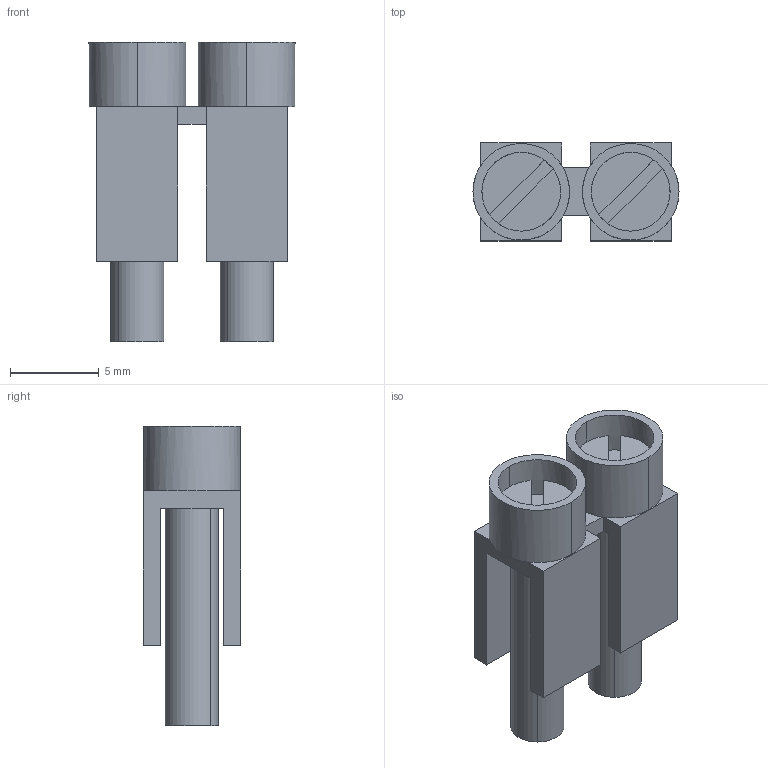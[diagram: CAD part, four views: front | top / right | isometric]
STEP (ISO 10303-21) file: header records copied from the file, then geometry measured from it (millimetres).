
FILE_DESCRIPTION(('Creo Elements/Direct Modeling STEP Export'),'2;1');
FILE_NAME('model.stp','2020-04-02T 0:19:31',(''),(''),'Creo Elements/Direct Modeling STEP processor for AP214 (Solid Model)','Creo Elements/Direct Modeling 20.1A 29-Sep-2018 (C) Parametric Technology GmbH','');
FILE_SCHEMA(('AUTOMOTIVE_DESIGN { 1 0 10303 214 1 1 1 1 }'));
Length unit declared in the file: millimetre
Products named in the file (2): FBI_2_6_select
Assembly tree (1 placements, depth 2):
  FBI_2_6_select
    FBI_2_6_select
Bounding box: 11.57 x 5.5 x 16.8 mm (x, y, z)
Volume: 484.2 mm3; surface area: 904.1 mm2
Topology: 1 solids, 1 shells, 58 faces, 144 edges, 92 vertices
Faces by surface type: plane 46, cylinder 12
Entity records: 2026 total; most frequent: ORIENTED_EDGE 288, CARTESIAN_POINT 255, DIRECTION 232, EDGE_CURVE 144, VECTOR 94, LINE 94, VERTEX_POINT 92, AXIS2_PLACEMENT_3D 69
